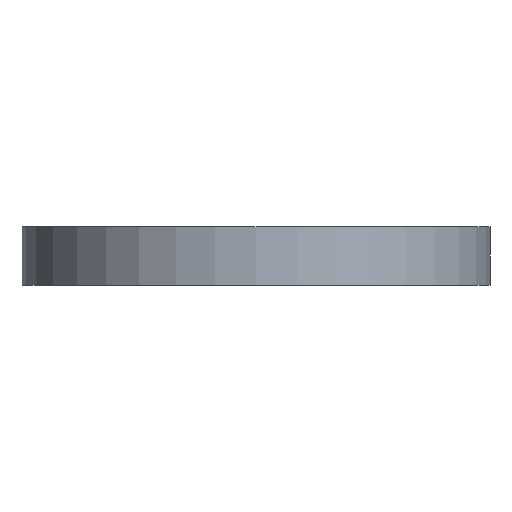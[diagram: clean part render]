
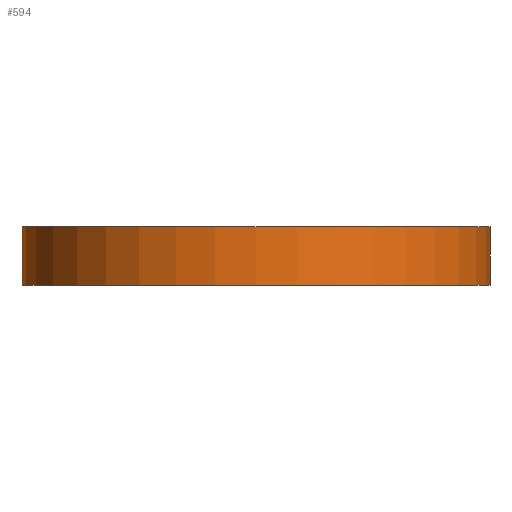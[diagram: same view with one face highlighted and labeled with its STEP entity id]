
A CAD part, front view. The second image highlights one B-rep face of the part: STEP entity #594.
In plain terms, the highlighted cylindrical face has radius 40 mm (diameter 80 mm), a partial arc.
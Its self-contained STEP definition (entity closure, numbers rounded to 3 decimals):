
#7 = CARTESIAN_POINT ( 'NONE',  ( -110., 70., -20. ) ) ;
#31 = AXIS2_PLACEMENT_3D ( 'NONE', #125, #628, #693 ) ;
#39 = VERTEX_POINT ( 'NONE', #80 ) ;
#43 = AXIS2_PLACEMENT_3D ( 'NONE', #501, #136, #856 ) ;
#48 = DIRECTION ( 'NONE',  ( 0., 0., -1. ) ) ;
#50 = VERTEX_POINT ( 'NONE', #722 ) ;
#63 = ORIENTED_EDGE ( 'NONE', *, *, #275, .F. ) ;
#80 = CARTESIAN_POINT ( 'NONE',  ( -110., 70., -10. ) ) ;
#86 = ORIENTED_EDGE ( 'NONE', *, *, #111, .T. ) ;
#111 = EDGE_CURVE ( 'NONE', #39, #128, #810, .T. ) ;
#125 = CARTESIAN_POINT ( 'NONE',  ( -70., 70., -10. ) ) ;
#128 = VERTEX_POINT ( 'NONE', #7 ) ;
#136 = DIRECTION ( 'NONE',  ( 0., 0., -1. ) ) ;
#145 = VECTOR ( 'NONE', #519, 1000. ) ;
#161 = CARTESIAN_POINT ( 'NONE',  ( -30., 70., -10. ) ) ;
#253 = CIRCLE ( 'NONE', #31, 40. ) ;
#275 = EDGE_CURVE ( 'NONE', #794, #50, #585, .T. ) ;
#370 = VECTOR ( 'NONE', #877, 1000. ) ;
#411 = DIRECTION ( 'NONE',  ( -1., 0., 0. ) ) ;
#443 = CARTESIAN_POINT ( 'NONE',  ( -110., 70., -10. ) ) ;
#451 = CARTESIAN_POINT ( 'NONE',  ( -30., 70., -10. ) ) ;
#461 = ORIENTED_EDGE ( 'NONE', *, *, #880, .T. ) ;
#464 = CYLINDRICAL_SURFACE ( 'NONE', #43, 40. ) ;
#495 = EDGE_CURVE ( 'NONE', #50, #128, #906, .T. ) ;
#501 = CARTESIAN_POINT ( 'NONE',  ( -70., 70., -10. ) ) ;
#519 = DIRECTION ( 'NONE',  ( 0., 0., -1. ) ) ;
#550 = AXIS2_PLACEMENT_3D ( 'NONE', #764, #48, #411 ) ;
#585 = LINE ( 'NONE', #451, #145 ) ;
#594 = ADVANCED_FACE ( 'NONE', ( #796 ), #464, .T. ) ;
#628 = DIRECTION ( 'NONE',  ( 0., 0., -1. ) ) ;
#685 = ORIENTED_EDGE ( 'NONE', *, *, #495, .F. ) ;
#693 = DIRECTION ( 'NONE',  ( -1., 0., 0. ) ) ;
#722 = CARTESIAN_POINT ( 'NONE',  ( -30., 70., -20. ) ) ;
#764 = CARTESIAN_POINT ( 'NONE',  ( -70., 70., -20. ) ) ;
#794 = VERTEX_POINT ( 'NONE', #161 ) ;
#796 = FACE_OUTER_BOUND ( 'NONE', #904, .T. ) ;
#810 = LINE ( 'NONE', #443, #370 ) ;
#856 = DIRECTION ( 'NONE',  ( -1., 0., 0. ) ) ;
#877 = DIRECTION ( 'NONE',  ( 0., 0., -1. ) ) ;
#880 = EDGE_CURVE ( 'NONE', #794, #39, #253, .T. ) ;
#904 = EDGE_LOOP ( 'NONE', ( #63, #461, #86, #685 ) ) ;
#906 = CIRCLE ( 'NONE', #550, 40. ) ;
